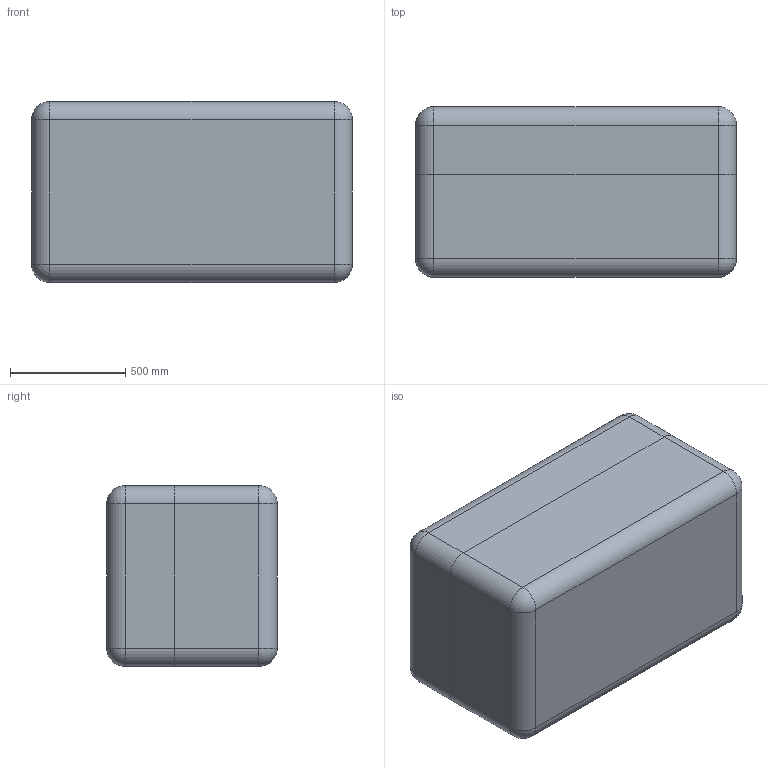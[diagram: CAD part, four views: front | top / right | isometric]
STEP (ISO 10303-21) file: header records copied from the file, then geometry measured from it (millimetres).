
FILE_DESCRIPTION (( 'STEP AP214' ), '1' );
FILE_NAME ('Òðàíñïîðòíûé êîíòåéíåð ÀÄÌÈÐÀË®ÏÐÎÔÅÑÑÈÎÍÀËÜÍÛÅ 234_óïðîùåííàÿ 3D-ìîäåëü.STEP', '2025-09-15T09:48:07', ( '' ), ( '' ), 'SwSTEP 2.0', 'SolidWorks 2021', '' );
FILE_SCHEMA (( 'AUTOMOTIVE_DESIGN' ));
Length unit declared in the file: millimetre
Products named in the file (3): Lid 232_摨喈楗狅; Òðàíñïîðòíûé êîíòåéíåð ÀÄÌÈÐÀË®ÏÐÎÔÅÑÑÈÎÍÀËÜÍÛÅ 234_óïðîùåííàÿ 3D-ìîäåëü; Base 233 (óïð.)
Assembly tree (2 placements, depth 2):
  Òðàíñïîðòíûé êîíòåéíåð ÀÄÌÈÐÀË®ÏÐÎÔÅÑÑÈÎÍÀËÜÍÛÅ 234_óïðîùåííàÿ 3D-ìîäåëü
    Base 233 (óïð.)
    Lid 232_摨喈楗狅
Bounding box: 1392.55 x 739.43 x 785.8 mm (x, y, z)
Volume: 286703630.7 mm3; surface area: 11377565.6 mm2
Topology: 2 solids, 2 shells, 2016 faces, 4921 edges, 2797 vertices
Faces by surface type: cylinder 799, bspline 528, plane 338, torus 246, sphere 80, cone 25
Entity records: 77037 total; most frequent: CARTESIAN_POINT 34294, ORIENTED_EDGE 9578, DIRECTION 8438, EDGE_CURVE 4789, AXIS2_PLACEMENT_3D 3382, VERTEX_POINT 2797, EDGE_LOOP 2040, FACE_OUTER_BOUND 2016
